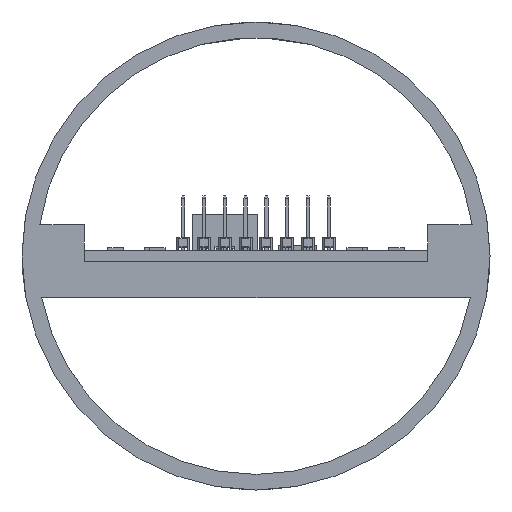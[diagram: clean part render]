
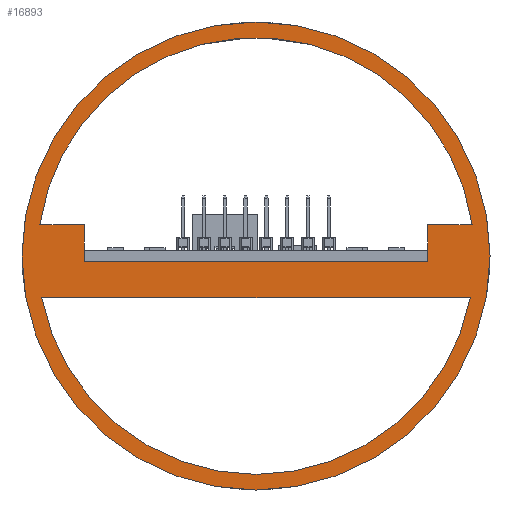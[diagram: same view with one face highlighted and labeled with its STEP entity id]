
A CAD part, front view. The second image highlights one B-rep face of the part: STEP entity #16893.
In plain terms, the highlighted planar face has unit normal (0, -1, 0).
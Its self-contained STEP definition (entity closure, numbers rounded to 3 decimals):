
#1226=FACE_BOUND('',#3956,.T.);
#1227=FACE_BOUND('',#3957,.T.);
#1717=PLANE('',#18898);
#2527=FACE_OUTER_BOUND('',#3955,.T.);
#3955=EDGE_LOOP('',(#15233));
#3956=EDGE_LOOP('',(#15234,#15235));
#3957=EDGE_LOOP('',(#15236,#15237,#15238,#15239,#15240,#15241));
#5399=LINE('',#28213,#6863);
#5402=LINE('',#28219,#6866);
#5406=LINE('',#28231,#6870);
#5409=LINE('',#28237,#6873);
#5417=LINE('',#28254,#6881);
#5424=LINE('',#28275,#6888);
#6863=VECTOR('',#23510,10.);
#6866=VECTOR('',#23515,10.);
#6870=VECTOR('',#23527,10.);
#6873=VECTOR('',#23532,10.);
#6881=VECTOR('',#23550,10.);
#6888=VECTOR('',#23569,10.);
#7533=CIRCLE('',#18879,42.);
#7536=CIRCLE('',#18885,42.);
#7537=CIRCLE('',#18889,45.);
#8899=VERTEX_POINT('',#28198);
#8901=VERTEX_POINT('',#28201);
#8905=VERTEX_POINT('',#28210);
#8906=VERTEX_POINT('',#28212);
#8908=VERTEX_POINT('',#28218);
#8910=VERTEX_POINT('',#28224);
#8912=VERTEX_POINT('',#28230);
#8914=VERTEX_POINT('',#28236);
#8915=VERTEX_POINT('',#28240);
#11000=EDGE_CURVE('',#8901,#8899,#7533,.T.);
#11005=EDGE_CURVE('',#8906,#8905,#5399,.T.);
#11008=EDGE_CURVE('',#8908,#8906,#5402,.T.);
#11011=EDGE_CURVE('',#8910,#8908,#7536,.T.);
#11014=EDGE_CURVE('',#8912,#8910,#5406,.T.);
#11017=EDGE_CURVE('',#8914,#8912,#5409,.T.);
#11019=EDGE_CURVE('',#8915,#8915,#7537,.T.);
#11027=EDGE_CURVE('',#8914,#8905,#5417,.T.);
#11038=EDGE_CURVE('',#8901,#8899,#5424,.T.);
#15233=ORIENTED_EDGE('',*,*,#11019,.T.);
#15234=ORIENTED_EDGE('',*,*,#11038,.F.);
#15235=ORIENTED_EDGE('',*,*,#11000,.T.);
#15236=ORIENTED_EDGE('',*,*,#11017,.T.);
#15237=ORIENTED_EDGE('',*,*,#11014,.T.);
#15238=ORIENTED_EDGE('',*,*,#11011,.T.);
#15239=ORIENTED_EDGE('',*,*,#11008,.T.);
#15240=ORIENTED_EDGE('',*,*,#11005,.T.);
#15241=ORIENTED_EDGE('',*,*,#11027,.F.);
#16893=ADVANCED_FACE('',(#2527,#1226,#1227),#1717,.T.);
#18879=AXIS2_PLACEMENT_3D('',#28202,#23501,#23502);
#18885=AXIS2_PLACEMENT_3D('',#28225,#23521,#23522);
#18889=AXIS2_PLACEMENT_3D('',#28241,#23536,#23537);
#18898=AXIS2_PLACEMENT_3D('',#28274,#23567,#23568);
#23501=DIRECTION('center_axis',(0.,1.,0.));
#23502=DIRECTION('ref_axis',(1.,0.,0.));
#23510=DIRECTION('',(0.,0.,-1.));
#23515=DIRECTION('',(-1.,0.,0.));
#23521=DIRECTION('center_axis',(0.,1.,0.));
#23522=DIRECTION('ref_axis',(1.,0.,0.));
#23527=DIRECTION('',(-1.,0.,0.));
#23532=DIRECTION('',(0.,0.,1.));
#23536=DIRECTION('center_axis',(0.,-1.,0.));
#23537=DIRECTION('ref_axis',(1.,0.,0.));
#23550=DIRECTION('',(1.,0.,0.));
#23567=DIRECTION('center_axis',(0.,-1.,0.));
#23568=DIRECTION('ref_axis',(-1.,0.,0.));
#23569=DIRECTION('',(-1.,0.,0.));
#28198=CARTESIAN_POINT('',(-8.231,-5.,-7.));
#28201=CARTESIAN_POINT('',(74.231,-5.,-7.));
#28202=CARTESIAN_POINT('Origin',(33.,-5.,1.));
#28210=CARTESIAN_POINT('',(66.,-5.,0.));
#28212=CARTESIAN_POINT('',(66.,-5.,7.));
#28213=CARTESIAN_POINT('',(66.,-5.,0.));
#28218=CARTESIAN_POINT('',(74.569,-5.,7.));
#28219=CARTESIAN_POINT('',(66.,-5.,7.));
#28224=CARTESIAN_POINT('',(-8.569,-5.,7.));
#28225=CARTESIAN_POINT('Origin',(33.,-5.,1.));
#28230=CARTESIAN_POINT('',(0.,-5.,7.));
#28231=CARTESIAN_POINT('',(0.,-5.,7.));
#28236=CARTESIAN_POINT('',(0.,-5.,0.));
#28237=CARTESIAN_POINT('',(0.,-5.,0.));
#28240=CARTESIAN_POINT('',(-12.,-5.,1.));
#28241=CARTESIAN_POINT('Origin',(33.,-5.,1.));
#28254=CARTESIAN_POINT('',(-10.,-5.,0.));
#28274=CARTESIAN_POINT('Origin',(76.,-5.,0.));
#28275=CARTESIAN_POINT('',(-10.,-5.,-7.));
